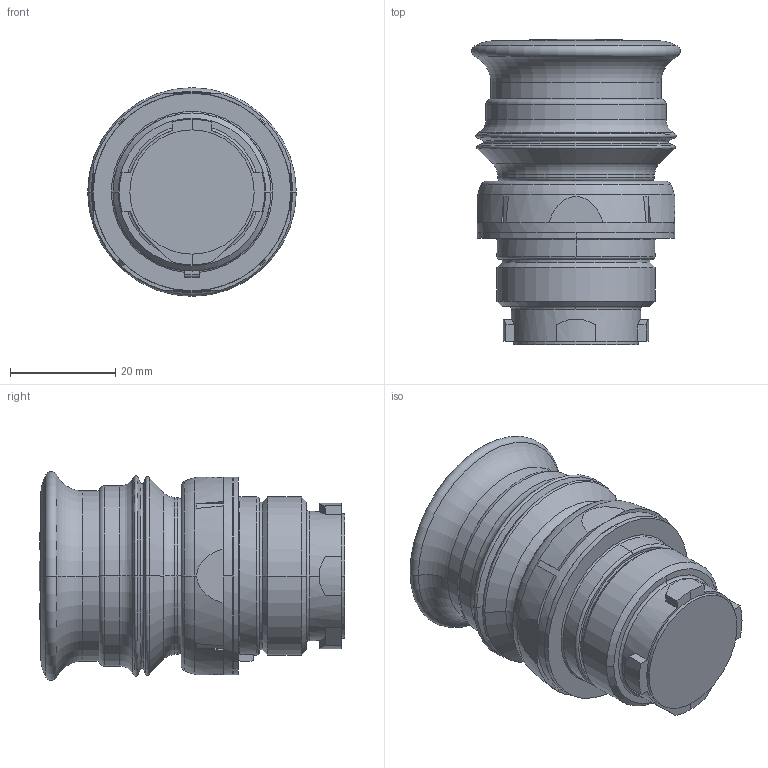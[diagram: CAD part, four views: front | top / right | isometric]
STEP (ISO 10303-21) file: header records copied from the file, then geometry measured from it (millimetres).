
FILE_DESCRIPTION((''),'2;1');
FILE_NAME('05-1141-0456_EINSATZGEH','2023-09-22T12:21:46',('Beil'),(''),'CREO PARAMETRIC BY PTC INC, 2019030','CREO PARAMETRIC BY PTC INC, 2019030','');
FILE_SCHEMA(('CONFIG_CONTROL_DESIGN','SHAPE_APPEARANCE_LAYERS_GROUPS'));
Length unit declared in the file: millimetre
Products named in the file (1): 05-1141-0456_EINSATZGEH
Bounding box: 39.59 x 58 x 39.59 mm (x, y, z)
Volume: 49448.4 mm3; surface area: 10460.5 mm2
Topology: 1 solids, 1 shells, 736 faces, 2011 edges, 1319 vertices
Faces by surface type: plane 375, extrusion 269, cone 32, torus 29, cylinder 29, bspline 2
Entity records: 39173 total; most frequent: CARTESIAN_POINT 7875, ORIENTED_EDGE 4018, PRESENTATION_STYLE_ASSIGNMENT 2889, DIRECTION 2507, STYLED_ITEM 2279, CURVE_STYLE 2278, EDGE_CURVE 2009, VERTEX_POINT 1319
